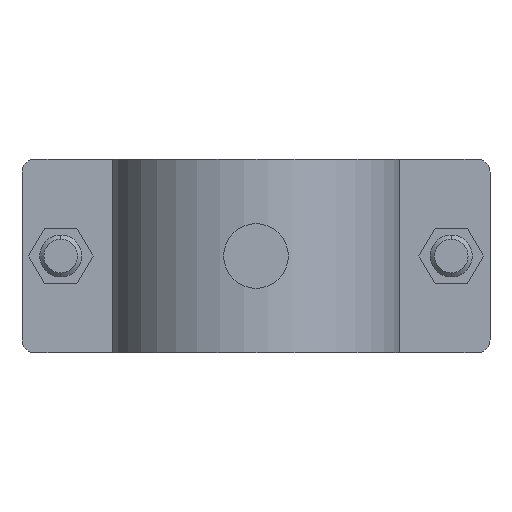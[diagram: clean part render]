
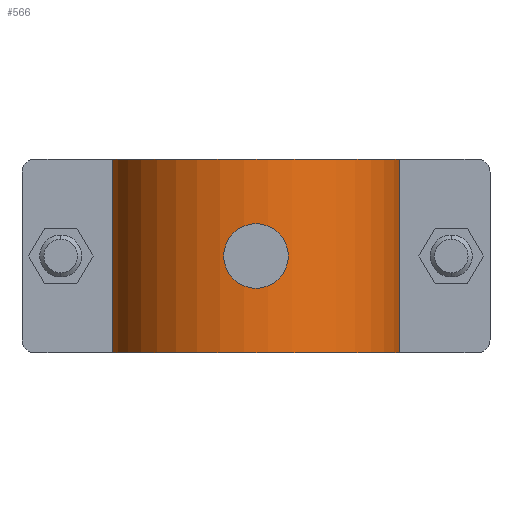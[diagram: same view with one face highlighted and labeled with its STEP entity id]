
A CAD part, front view. The second image highlights one B-rep face of the part: STEP entity #566.
In plain terms, the highlighted cylindrical face has radius 22.5 mm (diameter 45 mm), a partial arc.
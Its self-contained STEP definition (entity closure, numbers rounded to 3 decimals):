
#73 = FACE_OUTER_BOUND ( 'NONE', #2496, .T. ) ;
#100 = DIRECTION ( 'NONE',  ( 0., 0., 1. ) ) ;
#101 = VERTEX_POINT ( 'NONE', #1496 ) ;
#212 = CIRCLE ( 'NONE', #1328, 22.5 ) ;
#232 = VERTEX_POINT ( 'NONE', #670 ) ;
#263 = LINE ( 'NONE', #1108, #380 ) ;
#301 = ORIENTED_EDGE ( 'NONE', *, *, #544, .T. ) ;
#380 = VECTOR ( 'NONE', #1118, 1000. ) ;
#469 = DIRECTION ( 'NONE',  ( 0., 0., -1. ) ) ;
#544 = EDGE_CURVE ( 'NONE', #2703, #232, #212, .T. ) ;
#566 = ADVANCED_FACE ( 'NONE', ( #73 ), #1126, .T. ) ;
#670 = CARTESIAN_POINT ( 'NONE',  ( 22.226, -3.5, -15. ) ) ;
#701 = AXIS2_PLACEMENT_3D ( 'NONE', #1800, #2636, #2619 ) ;
#877 = CARTESIAN_POINT ( 'NONE',  ( -22.226, -3.5, 15. ) ) ;
#879 = EDGE_CURVE ( 'NONE', #2642, #101, #1883, .T. ) ;
#936 = CARTESIAN_POINT ( 'NONE',  ( -22.226, -3.5, -15. ) ) ;
#1083 = DIRECTION ( 'NONE',  ( 1., 0., 0. ) ) ;
#1108 = CARTESIAN_POINT ( 'NONE',  ( 22.226, -3.5, 15. ) ) ;
#1118 = DIRECTION ( 'NONE',  ( 0., 0., -1. ) ) ;
#1126 = CYLINDRICAL_SURFACE ( 'NONE', #701, 22.5 ) ;
#1153 = ORIENTED_EDGE ( 'NONE', *, *, #2647, .T. ) ;
#1291 = DIRECTION ( 'NONE',  ( 0., 0., 1. ) ) ;
#1328 = AXIS2_PLACEMENT_3D ( 'NONE', #2402, #100, #1785 ) ;
#1476 = ORIENTED_EDGE ( 'NONE', *, *, #2679, .F. ) ;
#1496 = CARTESIAN_POINT ( 'NONE',  ( 22.226, -3.5, 15. ) ) ;
#1785 = DIRECTION ( 'NONE',  ( 1., 0., 0. ) ) ;
#1800 = CARTESIAN_POINT ( 'NONE',  ( 0., 0., 15. ) ) ;
#1836 = AXIS2_PLACEMENT_3D ( 'NONE', #2307, #1291, #1083 ) ;
#1883 = CIRCLE ( 'NONE', #1836, 22.5 ) ;
#1930 = LINE ( 'NONE', #877, #2191 ) ;
#2159 = CARTESIAN_POINT ( 'NONE',  ( -22.226, -3.5, 15. ) ) ;
#2191 = VECTOR ( 'NONE', #469, 1000. ) ;
#2307 = CARTESIAN_POINT ( 'NONE',  ( 0., 0., 15. ) ) ;
#2402 = CARTESIAN_POINT ( 'NONE',  ( 0., 0., -15. ) ) ;
#2447 = ORIENTED_EDGE ( 'NONE', *, *, #879, .F. ) ;
#2496 = EDGE_LOOP ( 'NONE', ( #301, #1476, #2447, #1153 ) ) ;
#2619 = DIRECTION ( 'NONE',  ( -1., 0., 0. ) ) ;
#2636 = DIRECTION ( 'NONE',  ( 0., 0., -1. ) ) ;
#2642 = VERTEX_POINT ( 'NONE', #2159 ) ;
#2647 = EDGE_CURVE ( 'NONE', #2642, #2703, #1930, .T. ) ;
#2679 = EDGE_CURVE ( 'NONE', #101, #232, #263, .T. ) ;
#2703 = VERTEX_POINT ( 'NONE', #936 ) ;
